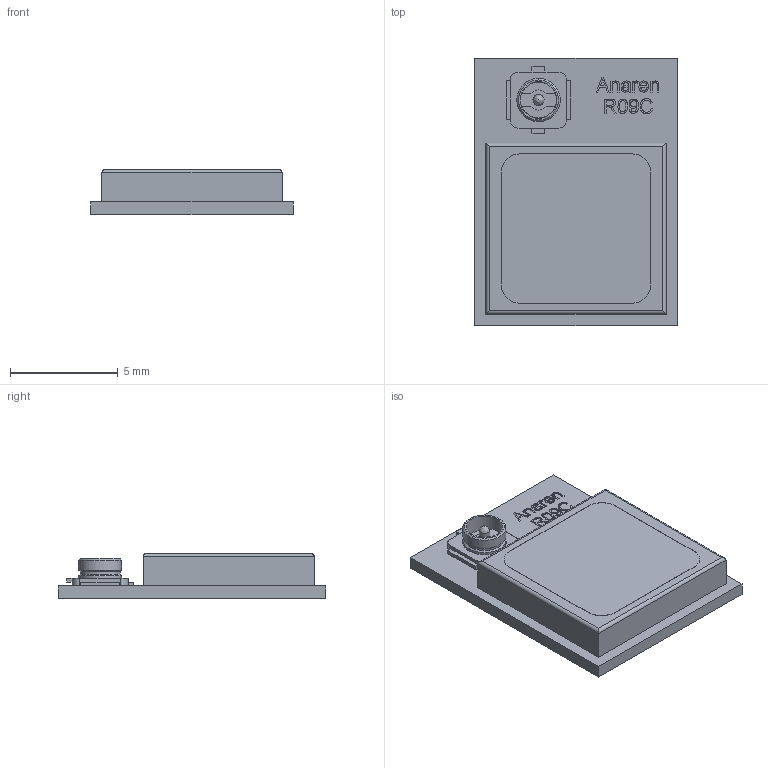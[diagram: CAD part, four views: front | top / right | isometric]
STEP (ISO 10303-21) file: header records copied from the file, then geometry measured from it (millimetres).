
FILE_DESCRIPTION(('FreeCAD Model'),'2;1');
FILE_NAME('Anaren_A1101R09C00GM.step','2019-03-23T12:21:45',( 'Author'),(''),'Open CASCADE STEP processor 7.2','FreeCAD','Unknown' );
FILE_SCHEMA(('AUTOMOTIVE_DESIGN { 1 0 10303 214 1 1 1 1 }'));
Length unit declared in the file: millimetre
Products named in the file (11): conn_pins; Solid001001008; Solid001001006; Solid001001005; Solid001001003; base; pins; top; mid; mfg; pn
Bounding box: 9.4 x 12.4 x 2.11 mm (x, y, z)
Volume: 173.5 mm3; surface area: 612.3 mm2
Topology: 49 solids, 49 shells, 648 faces, 1561 edges, 1040 vertices
Faces by surface type: plane 455, extrusion 164, cylinder 25, cone 3, bspline 1
Full cylindrical faces by diameter (mm): 0.5 x1, 0.511 x2, 1.671 x2, 1.7 x1, 1.86 x1, 2 x2, 2.017 x2
Entity records: 39786 total; most frequent: CARTESIAN_POINT 8367, DIRECTION 5139, VECTOR 4038, LINE 3874, ORIENTED_EDGE 3120, PCURVE 3120, DEFINITIONAL_REPRESENTATION 3120, EDGE_CURVE 1560
